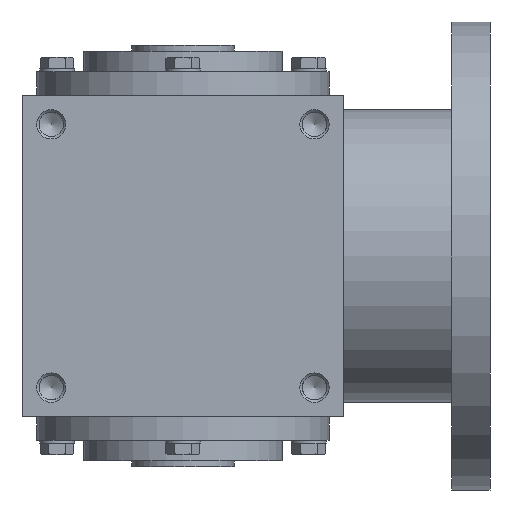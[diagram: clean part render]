
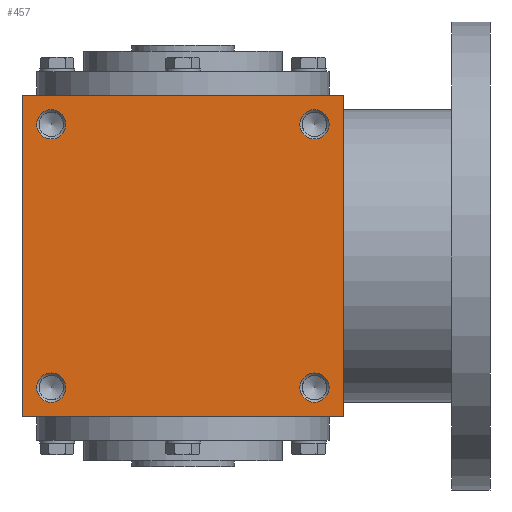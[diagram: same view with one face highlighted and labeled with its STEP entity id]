
A CAD part, front view. The second image highlights one B-rep face of the part: STEP entity #457.
In plain terms, the highlighted planar face has unit normal (0, -1, 0).
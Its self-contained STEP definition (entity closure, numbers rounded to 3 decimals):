
#457 = ADVANCED_FACE( '', ( #1025, #1026, #1027, #1028, #1029 ), #1030, .F. );
#1025 = FACE_BOUND( '', #1827, .T. );
#1026 = FACE_BOUND( '', #1828, .T. );
#1027 = FACE_BOUND( '', #1829, .T. );
#1028 = FACE_BOUND( '', #1830, .T. );
#1029 = FACE_OUTER_BOUND( '', #1831, .T. );
#1030 = PLANE( '', #1832 );
#1827 = EDGE_LOOP( '', ( #2800 ) );
#1828 = EDGE_LOOP( '', ( #2801 ) );
#1829 = EDGE_LOOP( '', ( #2802 ) );
#1830 = EDGE_LOOP( '', ( #2803 ) );
#1831 = EDGE_LOOP( '', ( #2804, #2805, #2806, #2807 ) );
#1832 = AXIS2_PLACEMENT_3D( '', #2808, #2809, #2810 );
#2800 = ORIENTED_EDGE( '', *, *, #4174, .T. );
#2801 = ORIENTED_EDGE( '', *, *, #4292, .T. );
#2802 = ORIENTED_EDGE( '', *, *, #4293, .F. );
#2803 = ORIENTED_EDGE( '', *, *, #4294, .F. );
#2804 = ORIENTED_EDGE( '', *, *, #4295, .T. );
#2805 = ORIENTED_EDGE( '', *, *, #4255, .F. );
#2806 = ORIENTED_EDGE( '', *, *, #4296, .F. );
#2807 = ORIENTED_EDGE( '', *, *, #4297, .T. );
#2808 = CARTESIAN_POINT( '', ( -55., -55., 55. ) );
#2809 = DIRECTION( '', ( 0., 1., 0. ) );
#2810 = DIRECTION( '', ( 0., 0., 1. ) );
#4174 = EDGE_CURVE( '', #4865, #4865, #4866, .T. );
#4255 = EDGE_CURVE( '', #5004, #4999, #5006, .T. );
#4292 = EDGE_CURVE( '', #5061, #5061, #5062, .T. );
#4293 = EDGE_CURVE( '', #5063, #5063, #5064, .T. );
#4294 = EDGE_CURVE( '', #5065, #5065, #5066, .T. );
#4295 = EDGE_CURVE( '', #5067, #4999, #5068, .T. );
#4296 = EDGE_CURVE( '', #5069, #5004, #5070, .T. );
#4297 = EDGE_CURVE( '', #5069, #5067, #5071, .T. );
#4865 = VERTEX_POINT( '', #5807 );
#4866 = CIRCLE( '', #5808, 5. );
#4999 = VERTEX_POINT( '', #5969 );
#5004 = VERTEX_POINT( '', #5976 );
#5006 = LINE( '', #5979, #5980 );
#5061 = VERTEX_POINT( '', #6046 );
#5062 = CIRCLE( '', #6047, 5. );
#5063 = VERTEX_POINT( '', #6048 );
#5064 = CIRCLE( '', #6049, 5. );
#5065 = VERTEX_POINT( '', #6050 );
#5066 = CIRCLE( '', #6051, 5. );
#5067 = VERTEX_POINT( '', #6052 );
#5068 = LINE( '', #6053, #6054 );
#5069 = VERTEX_POINT( '', #6055 );
#5070 = LINE( '', #6056, #6057 );
#5071 = LINE( '', #6058, #6059 );
#5807 = CARTESIAN_POINT( '', ( -45., -55., -40. ) );
#5808 = AXIS2_PLACEMENT_3D( '', #6896, #6897, #6898 );
#5969 = CARTESIAN_POINT( '', ( 55., -55., -55. ) );
#5976 = CARTESIAN_POINT( '', ( 55., -55., 55. ) );
#5979 = CARTESIAN_POINT( '', ( 55., -55., 55. ) );
#5980 = VECTOR( '', #7055, 1000. );
#6046 = CARTESIAN_POINT( '', ( -45., -55., 50. ) );
#6047 = AXIS2_PLACEMENT_3D( '', #7106, #7107, #7108 );
#6048 = CARTESIAN_POINT( '', ( 45., -55., -50. ) );
#6049 = AXIS2_PLACEMENT_3D( '', #7109, #7110, #7111 );
#6050 = CARTESIAN_POINT( '', ( 45., -55., 40. ) );
#6051 = AXIS2_PLACEMENT_3D( '', #7112, #7113, #7114 );
#6052 = CARTESIAN_POINT( '', ( -55., -55., -55. ) );
#6053 = CARTESIAN_POINT( '', ( -55., -55., -55. ) );
#6054 = VECTOR( '', #7115, 1000. );
#6055 = CARTESIAN_POINT( '', ( -55., -55., 55. ) );
#6056 = CARTESIAN_POINT( '', ( -55., -55., 55. ) );
#6057 = VECTOR( '', #7116, 1000. );
#6058 = CARTESIAN_POINT( '', ( -55., -55., 55. ) );
#6059 = VECTOR( '', #7117, 1000. );
#6896 = CARTESIAN_POINT( '', ( -45., -55., -45. ) );
#6897 = DIRECTION( '', ( 0., 1., 0. ) );
#6898 = DIRECTION( '', ( 0., 0., 1. ) );
#7055 = DIRECTION( '', ( 0., 0., -1. ) );
#7106 = CARTESIAN_POINT( '', ( -45., -55., 45. ) );
#7107 = DIRECTION( '', ( 0., 1., 0. ) );
#7108 = DIRECTION( '', ( 0., 0., 1. ) );
#7109 = CARTESIAN_POINT( '', ( 45., -55., -45. ) );
#7110 = DIRECTION( '', ( 0., -1., 0. ) );
#7111 = DIRECTION( '', ( 0., 0., -1. ) );
#7112 = CARTESIAN_POINT( '', ( 45., -55., 45. ) );
#7113 = DIRECTION( '', ( 0., -1., 0. ) );
#7114 = DIRECTION( '', ( 0., 0., -1. ) );
#7115 = DIRECTION( '', ( 1., 0., 0. ) );
#7116 = DIRECTION( '', ( 1., 0., 0. ) );
#7117 = DIRECTION( '', ( 0., 0., -1. ) );
